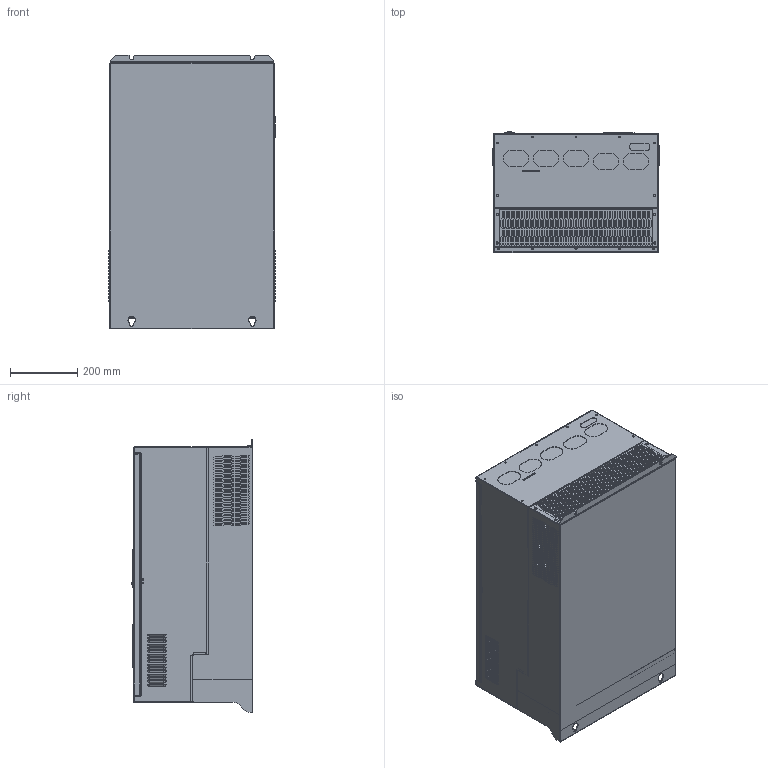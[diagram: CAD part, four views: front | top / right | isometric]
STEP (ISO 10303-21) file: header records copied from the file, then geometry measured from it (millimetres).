
FILE_DESCRIPTION (( 'STEP AP203' ), '1' );
FILE_NAME ('Ï× K750 380Â 3Ô 200-220êÂò 377-426À ONI.STEP', '2023-01-12T13:04:26', ( '' ), ( '' ), 'SwSTEP 2.0', 'SolidWorks 2022', '' );
FILE_SCHEMA (( 'CONFIG_CONTROL_DESIGN' ));
Length unit declared in the file: millimetre
Products named in the file (1): ПЧ K750 380В 3Ф 200-220кВт 377-426А ONI
Bounding box: 498 x 363 x 816 mm (x, y, z)
Volume: 121288282.8 mm3; surface area: 5901859.3 mm2
Topology: 20 solids, 20 shells, 6565 faces, 18493 edges, 11886 vertices
Faces by surface type: plane 5069, cylinder 1066, sphere 184, torus 90, cone 89, bspline 67
Entity records: 221563 total; most frequent: CARTESIAN_POINT 49673, ORIENTED_EDGE 36730, DIRECTION 33117, EDGE_CURVE 18365, VECTOR 15169, LINE 15169, VERTEX_POINT 11886, AXIS2_PLACEMENT_3D 8974
